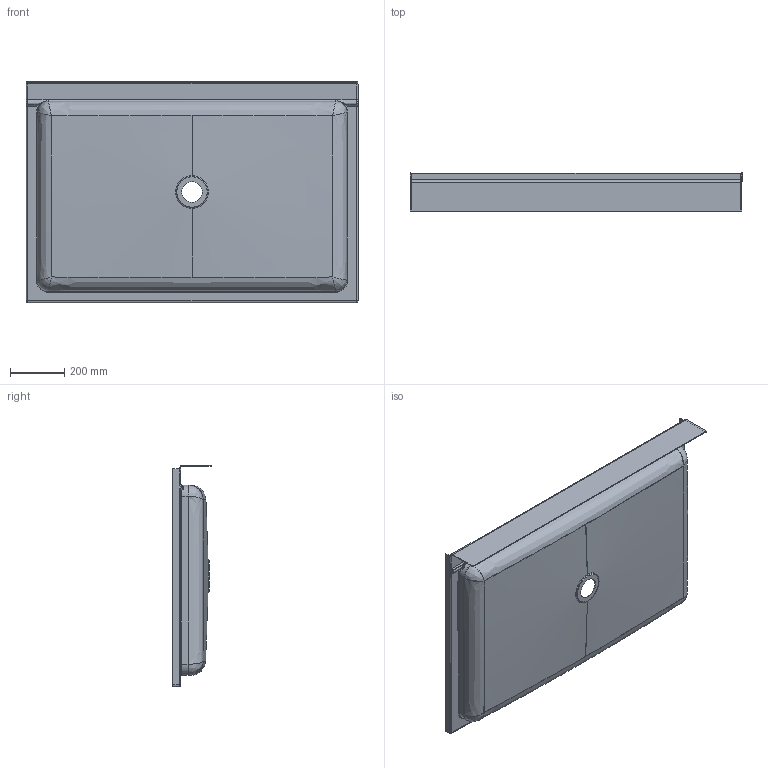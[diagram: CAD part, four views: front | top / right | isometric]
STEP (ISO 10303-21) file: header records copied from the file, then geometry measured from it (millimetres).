
FILE_DESCRIPTION (( 'STEP AP203' ), '1' );
FILE_NAME ('R-3248.STEP', '2023-05-15T21:54:56', ( '' ), ( '' ), 'SwSTEP 2.0', 'SolidWorks 2020', '' );
FILE_SCHEMA (( 'CONFIG_CONTROL_DESIGN' ));
Length unit declared in the file: inch
Products named in the file (1): R-3248
Bounding box: 1219.2 x 139.7 x 812.8 mm (x, y, z)
Volume: 4434487.7 mm3; surface area: 2815886 mm2
Topology: 1 solids, 1 shells, 170 faces, 406 edges, 214 vertices
Faces by surface type: cylinder 52, bspline 40, plane 30, torus 22, sphere 14, cone 12
Entity records: 9423 total; most frequent: CARTESIAN_POINT 5800, ORIENTED_EDGE 764, DIRECTION 730, EDGE_CURVE 382, AXIS2_PLACEMENT_3D 301, VERTEX_POINT 214, EDGE_LOOP 172, ADVANCED_FACE 170
